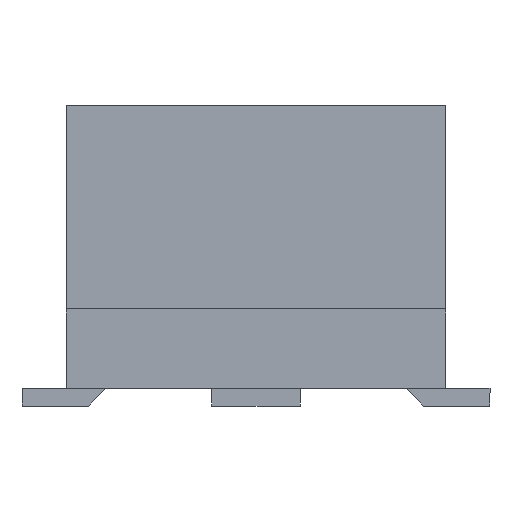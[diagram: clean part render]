
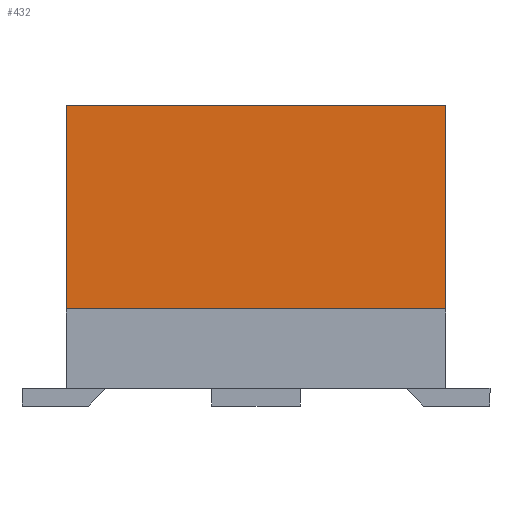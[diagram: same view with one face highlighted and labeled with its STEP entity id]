
A CAD part, left-side view. The second image highlights one B-rep face of the part: STEP entity #432.
In plain terms, the highlighted planar face has unit normal (-1, 0, 0).
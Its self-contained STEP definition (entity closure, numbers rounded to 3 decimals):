
#32 = VERTEX_POINT ( 'NONE', #1725 ) ;
#33 = EDGE_CURVE ( 'NONE', #143, #32, #1724, .T. ) ;
#143 = VERTEX_POINT ( 'NONE', #1916 ) ;
#275 = VERTEX_POINT ( 'NONE', #2144 ) ;
#277 = EDGE_CURVE ( 'NONE', #275, #143, #2143, .T. ) ;
#364 = VERTEX_POINT ( 'NONE', #2263 ) ;
#432 = ADVANCED_FACE ( 'NONE', ( #2357 ), #2355, .F. ) ;
#433 = EDGE_LOOP ( 'NONE', ( #434, #435, #436, #438 ) ) ;
#434 = ORIENTED_EDGE ( 'NONE', *, *, #33, .F. ) ;
#435 = ORIENTED_EDGE ( 'NONE', *, *, #277, .F. ) ;
#436 = ORIENTED_EDGE ( 'NONE', *, *, #437, .F. ) ;
#437 = EDGE_CURVE ( 'NONE', #364, #275, #2416, .T. ) ;
#438 = ORIENTED_EDGE ( 'NONE', *, *, #448, .T. ) ;
#448 = EDGE_CURVE ( 'NONE', #364, #32, #2402, .T. ) ;
#1721 = DIRECTION ( 'NONE',  ( 0., 1., 0. ) ) ;
#1722 = VECTOR ( 'NONE', #1721, 1000. ) ;
#1723 = CARTESIAN_POINT ( 'NONE',  ( -3.9, -0.65, -0.6 ) ) ;
#1724 = LINE ( 'NONE', #1723, #1722 ) ;
#1725 = CARTESIAN_POINT ( 'NONE',  ( -3.9, 3.65, -0.6 ) ) ;
#1916 = CARTESIAN_POINT ( 'NONE',  ( -3.9, -0.65, -0.6 ) ) ;
#2140 = DIRECTION ( 'NONE',  ( 0., 0., -1. ) ) ;
#2141 = VECTOR ( 'NONE', #2140, 1000. ) ;
#2142 = CARTESIAN_POINT ( 'NONE',  ( -3.9, -0.65, 1.7 ) ) ;
#2143 = LINE ( 'NONE', #2142, #2141 ) ;
#2144 = CARTESIAN_POINT ( 'NONE',  ( -3.9, -0.65, 1.7 ) ) ;
#2263 = CARTESIAN_POINT ( 'NONE',  ( -3.9, 3.65, 1.7 ) ) ;
#2351 = DIRECTION ( 'NONE',  ( 0., 1., 0. ) ) ;
#2352 = DIRECTION ( 'NONE',  ( 1., 0., 0. ) ) ;
#2353 = CARTESIAN_POINT ( 'NONE',  ( -3.9, 3.65, 1.7 ) ) ;
#2354 = AXIS2_PLACEMENT_3D ( 'NONE', #2353, #2352, #2351 ) ;
#2355 = PLANE ( 'NONE',  #2354 ) ;
#2357 = FACE_OUTER_BOUND ( 'NONE', #433, .T. ) ;
#2399 = DIRECTION ( 'NONE',  ( 0., 0., -1. ) ) ;
#2400 = VECTOR ( 'NONE', #2399, 1000. ) ;
#2401 = CARTESIAN_POINT ( 'NONE',  ( -3.9, 3.65, 1.7 ) ) ;
#2402 = LINE ( 'NONE', #2401, #2400 ) ;
#2413 = DIRECTION ( 'NONE',  ( 0., -1., 0. ) ) ;
#2414 = VECTOR ( 'NONE', #2413, 1000. ) ;
#2415 = CARTESIAN_POINT ( 'NONE',  ( -3.9, 3.65, 1.7 ) ) ;
#2416 = LINE ( 'NONE', #2415, #2414 ) ;
